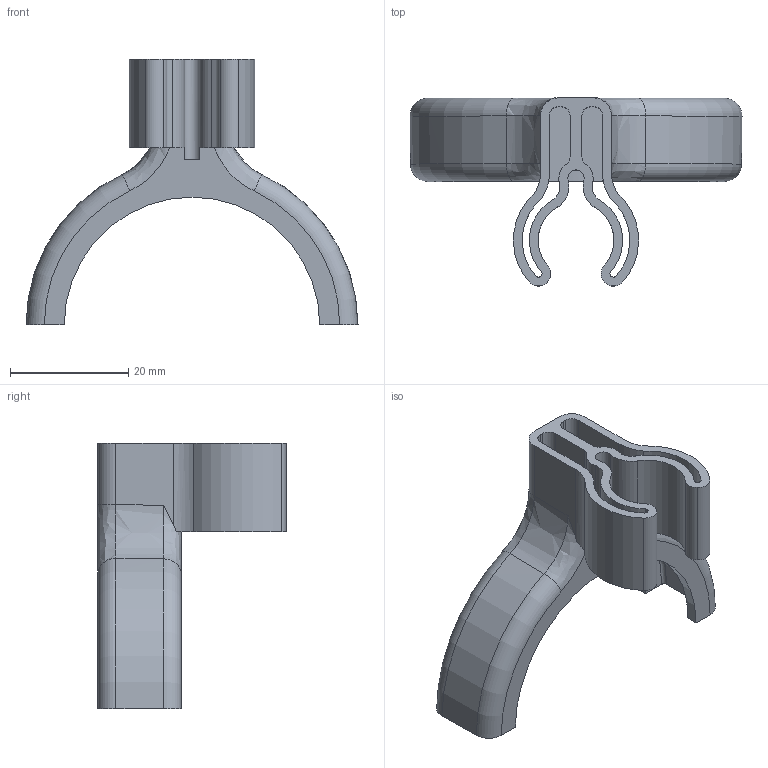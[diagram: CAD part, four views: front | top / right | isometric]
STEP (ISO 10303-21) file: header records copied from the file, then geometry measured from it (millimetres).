
FILE_DESCRIPTION(/* description */ (''),/* implementation_level */ '2;1');
FILE_NAME(/* name */ 'WireManagement_cover.step',/* time_stamp */ '2025-07-20T15:02:49-07:00',/* author */ (''),/* organization */ (''),/* preprocessor_version */ 'ST-DEVELOPER v20.1',/* originating_system */ 'Autodesk Translation Framework v14.10.0.0',/* authorisation */ '');
FILE_SCHEMA (('AUTOMOTIVE_DESIGN { 1 0 10303 214 3 1 1 }'));
Length unit declared in the file: millimetre
Products named in the file (1): WireManagement
Bounding box: 56.19 x 31.84 x 45 mm (x, y, z)
Volume: 7136.6 mm3; surface area: 8062.6 mm2
Topology: 1 solids, 1 shells, 80 faces, 228 edges, 148 vertices
Faces by surface type: cylinder 39, plane 24, torus 8, bspline 6, cone 3
Entity records: 2896 total; most frequent: CARTESIAN_POINT 734, DIRECTION 463, ORIENTED_EDGE 456, EDGE_CURVE 228, AXIS2_PLACEMENT_3D 185, VERTEX_POINT 148, CIRCLE 110, LINE 93
